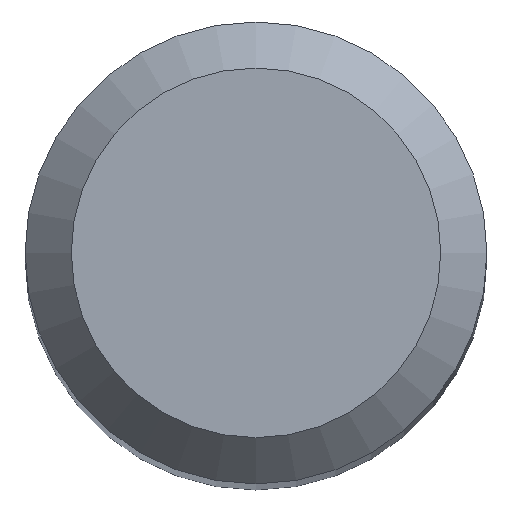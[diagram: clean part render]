
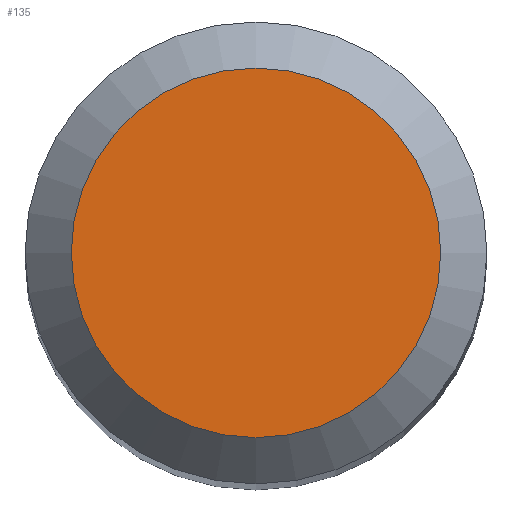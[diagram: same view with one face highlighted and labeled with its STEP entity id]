
A CAD part, top view. The second image highlights one B-rep face of the part: STEP entity #135.
In plain terms, the highlighted planar face has unit normal (0, 0, 1).
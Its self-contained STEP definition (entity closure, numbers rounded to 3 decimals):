
#14 = EDGE_CURVE ( 'NONE', #161, #161, #204, .T. ) ;
#26 = ORIENTED_EDGE ( 'NONE', *, *, #14, .T. ) ;
#30 = AXIS2_PLACEMENT_3D ( 'NONE', #86, #242, #73 ) ;
#57 = PLANE ( 'NONE',  #30 ) ;
#73 = DIRECTION ( 'NONE',  ( 1., 0., 0. ) ) ;
#86 = CARTESIAN_POINT ( 'NONE',  ( 0., 0., 38. ) ) ;
#98 = EDGE_LOOP ( 'NONE', ( #26 ) ) ;
#125 = CARTESIAN_POINT ( 'NONE',  ( 1.6, 0., 38. ) ) ;
#135 = ADVANCED_FACE ( 'NONE', ( #179 ), #57, .T. ) ;
#148 = DIRECTION ( 'NONE',  ( 1., 0., 0. ) ) ;
#161 = VERTEX_POINT ( 'NONE', #125 ) ;
#179 = FACE_OUTER_BOUND ( 'NONE', #98, .T. ) ;
#181 = AXIS2_PLACEMENT_3D ( 'NONE', #208, #200, #148 ) ;
#200 = DIRECTION ( 'NONE',  ( 0., 0., 1. ) ) ;
#204 = CIRCLE ( 'NONE', #181, 1.6 ) ;
#208 = CARTESIAN_POINT ( 'NONE',  ( 0., 0., 38. ) ) ;
#242 = DIRECTION ( 'NONE',  ( 0., 0., 1. ) ) ;
